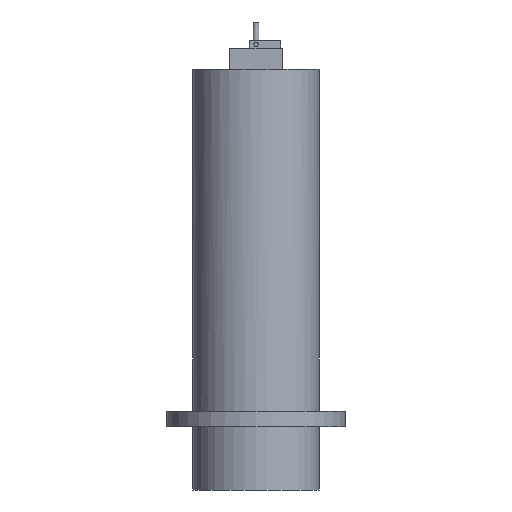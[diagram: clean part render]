
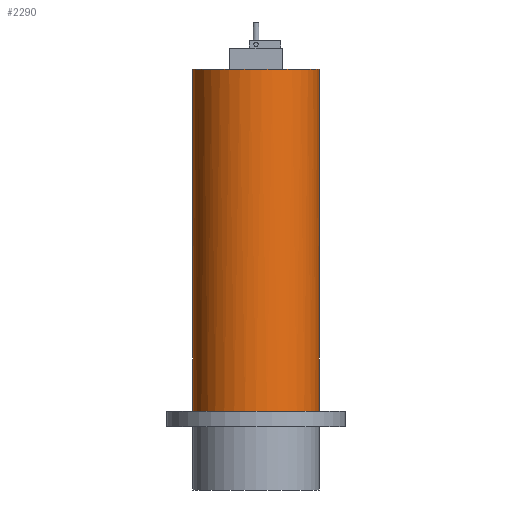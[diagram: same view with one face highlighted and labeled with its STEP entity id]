
A CAD part, left-side view. The second image highlights one B-rep face of the part: STEP entity #2290.
In plain terms, the highlighted cylindrical face has radius 12 mm (diameter 24 mm), a full revolution.
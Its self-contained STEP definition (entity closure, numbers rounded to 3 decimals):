
#1996 = PLANE('',#1997);
#1997 = AXIS2_PLACEMENT_3D('',#1998,#1999,#2000);
#1998 = CARTESIAN_POINT('',(73.66,148.,60.));
#1999 = DIRECTION('',(0.,0.,1.));
#2000 = DIRECTION('',(1.,0.,0.));
#2034 = VERTEX_POINT('',#2035);
#2035 = CARTESIAN_POINT('',(84.569,153.,60.));
#2095 = PLANE('',#2096);
#2096 = AXIS2_PLACEMENT_3D('',#2097,#2098,#2099);
#2097 = CARTESIAN_POINT('',(73.66,143.,60.));
#2098 = DIRECTION('',(0.,0.,1.));
#2099 = DIRECTION('',(1.,0.,0.));
#2160 = VERTEX_POINT('',#2161);
#2161 = CARTESIAN_POINT('',(84.569,143.,60.));
#2210 = EDGE_CURVE('',#2034,#2160,#2211,.T.);
#2211 = SURFACE_CURVE('',#2212,(#2217,#2224),.PCURVE_S1.);
#2212 = CIRCLE('',#2213,12.);
#2213 = AXIS2_PLACEMENT_3D('',#2214,#2215,#2216);
#2214 = CARTESIAN_POINT('',(73.66,148.,60.));
#2215 = DIRECTION('',(0.,0.,1.));
#2216 = DIRECTION('',(1.,0.,0.));
#2217 = PCURVE('',#1996,#2218);
#2218 = DEFINITIONAL_REPRESENTATION('',(#2219),#2223);
#2219 = CIRCLE('',#2220,12.);
#2220 = AXIS2_PLACEMENT_2D('',#2221,#2222);
#2221 = CARTESIAN_POINT('',(0.,0.));
#2222 = DIRECTION('',(1.,0.));
#2223 = ( GEOMETRIC_REPRESENTATION_CONTEXT(2) 
PARAMETRIC_REPRESENTATION_CONTEXT() REPRESENTATION_CONTEXT('2D SPACE',''
  ) );
#2224 = PCURVE('',#2225,#2230);
#2225 = CYLINDRICAL_SURFACE('',#2226,12.);
#2226 = AXIS2_PLACEMENT_3D('',#2227,#2228,#2229);
#2227 = CARTESIAN_POINT('',(73.66,148.,-20.));
#2228 = DIRECTION('',(0.,0.,1.));
#2229 = DIRECTION('',(1.,0.,0.));
#2230 = DEFINITIONAL_REPRESENTATION('',(#2231),#2235);
#2231 = LINE('',#2232,#2233);
#2232 = CARTESIAN_POINT('',(0.,80.));
#2233 = VECTOR('',#2234,1.);
#2234 = DIRECTION('',(1.,0.));
#2235 = ( GEOMETRIC_REPRESENTATION_CONTEXT(2) 
PARAMETRIC_REPRESENTATION_CONTEXT() REPRESENTATION_CONTEXT('2D SPACE',''
  ) );
#2243 = EDGE_CURVE('',#2244,#2034,#2246,.T.);
#2244 = VERTEX_POINT('',#2245);
#2245 = CARTESIAN_POINT('',(85.66,148.,60.));
#2246 = SURFACE_CURVE('',#2247,(#2252,#2259),.PCURVE_S1.);
#2247 = CIRCLE('',#2248,12.);
#2248 = AXIS2_PLACEMENT_3D('',#2249,#2250,#2251);
#2249 = CARTESIAN_POINT('',(73.66,148.,60.));
#2250 = DIRECTION('',(0.,0.,1.));
#2251 = DIRECTION('',(1.,0.,0.));
#2252 = PCURVE('',#2095,#2253);
#2253 = DEFINITIONAL_REPRESENTATION('',(#2254),#2258);
#2254 = CIRCLE('',#2255,12.);
#2255 = AXIS2_PLACEMENT_2D('',#2256,#2257);
#2256 = CARTESIAN_POINT('',(0.,5.));
#2257 = DIRECTION('',(1.,0.));
#2258 = ( GEOMETRIC_REPRESENTATION_CONTEXT(2) 
PARAMETRIC_REPRESENTATION_CONTEXT() REPRESENTATION_CONTEXT('2D SPACE',''
  ) );
#2259 = PCURVE('',#2225,#2260);
#2260 = DEFINITIONAL_REPRESENTATION('',(#2261),#2265);
#2261 = LINE('',#2262,#2263);
#2262 = CARTESIAN_POINT('',(0.,80.));
#2263 = VECTOR('',#2264,1.);
#2264 = DIRECTION('',(1.,0.));
#2265 = ( GEOMETRIC_REPRESENTATION_CONTEXT(2) 
PARAMETRIC_REPRESENTATION_CONTEXT() REPRESENTATION_CONTEXT('2D SPACE',''
  ) );
#2267 = EDGE_CURVE('',#2160,#2244,#2268,.T.);
#2268 = SURFACE_CURVE('',#2269,(#2274,#2281),.PCURVE_S1.);
#2269 = CIRCLE('',#2270,12.);
#2270 = AXIS2_PLACEMENT_3D('',#2271,#2272,#2273);
#2271 = CARTESIAN_POINT('',(73.66,148.,60.));
#2272 = DIRECTION('',(0.,0.,1.));
#2273 = DIRECTION('',(1.,0.,0.));
#2274 = PCURVE('',#2095,#2275);
#2275 = DEFINITIONAL_REPRESENTATION('',(#2276),#2280);
#2276 = CIRCLE('',#2277,12.);
#2277 = AXIS2_PLACEMENT_2D('',#2278,#2279);
#2278 = CARTESIAN_POINT('',(0.,5.));
#2279 = DIRECTION('',(1.,0.));
#2280 = ( GEOMETRIC_REPRESENTATION_CONTEXT(2) 
PARAMETRIC_REPRESENTATION_CONTEXT() REPRESENTATION_CONTEXT('2D SPACE',''
  ) );
#2281 = PCURVE('',#2225,#2282);
#2282 = DEFINITIONAL_REPRESENTATION('',(#2283),#2287);
#2283 = LINE('',#2284,#2285);
#2284 = CARTESIAN_POINT('',(0.,80.));
#2285 = VECTOR('',#2286,1.);
#2286 = DIRECTION('',(1.,0.));
#2287 = ( GEOMETRIC_REPRESENTATION_CONTEXT(2) 
PARAMETRIC_REPRESENTATION_CONTEXT() REPRESENTATION_CONTEXT('2D SPACE',''
  ) );
#2290 = ADVANCED_FACE('',(#2291),#2225,.T.);
#2291 = FACE_BOUND('',#2292,.T.);
#2292 = EDGE_LOOP('',(#2293,#2322,#2343,#2344,#2345,#2346));
#2293 = ORIENTED_EDGE('',*,*,#2294,.T.);
#2294 = EDGE_CURVE('',#2295,#2295,#2297,.T.);
#2295 = VERTEX_POINT('',#2296);
#2296 = CARTESIAN_POINT('',(85.66,148.,-5.));
#2297 = SURFACE_CURVE('',#2298,(#2303,#2310),.PCURVE_S1.);
#2298 = CIRCLE('',#2299,12.);
#2299 = AXIS2_PLACEMENT_3D('',#2300,#2301,#2302);
#2300 = CARTESIAN_POINT('',(73.66,148.,-5.));
#2301 = DIRECTION('',(0.,0.,1.));
#2302 = DIRECTION('',(1.,0.,0.));
#2303 = PCURVE('',#2225,#2304);
#2304 = DEFINITIONAL_REPRESENTATION('',(#2305),#2309);
#2305 = LINE('',#2306,#2307);
#2306 = CARTESIAN_POINT('',(0.,15.));
#2307 = VECTOR('',#2308,1.);
#2308 = DIRECTION('',(1.,0.));
#2309 = ( GEOMETRIC_REPRESENTATION_CONTEXT(2) 
PARAMETRIC_REPRESENTATION_CONTEXT() REPRESENTATION_CONTEXT('2D SPACE',''
  ) );
#2310 = PCURVE('',#2311,#2316);
#2311 = PLANE('',#2312);
#2312 = AXIS2_PLACEMENT_3D('',#2313,#2314,#2315);
#2313 = CARTESIAN_POINT('',(73.66,148.,-5.));
#2314 = DIRECTION('',(0.,0.,1.));
#2315 = DIRECTION('',(1.,0.,0.));
#2316 = DEFINITIONAL_REPRESENTATION('',(#2317),#2321);
#2317 = CIRCLE('',#2318,12.);
#2318 = AXIS2_PLACEMENT_2D('',#2319,#2320);
#2319 = CARTESIAN_POINT('',(0.,0.));
#2320 = DIRECTION('',(1.,0.));
#2321 = ( GEOMETRIC_REPRESENTATION_CONTEXT(2) 
PARAMETRIC_REPRESENTATION_CONTEXT() REPRESENTATION_CONTEXT('2D SPACE',''
  ) );
#2322 = ORIENTED_EDGE('',*,*,#2323,.T.);
#2323 = EDGE_CURVE('',#2295,#2244,#2324,.T.);
#2324 = SEAM_CURVE('',#2325,(#2329,#2336),.PCURVE_S1.);
#2325 = LINE('',#2326,#2327);
#2326 = CARTESIAN_POINT('',(85.66,148.,-20.));
#2327 = VECTOR('',#2328,1.);
#2328 = DIRECTION('',(0.,0.,1.));
#2329 = PCURVE('',#2225,#2330);
#2330 = DEFINITIONAL_REPRESENTATION('',(#2331),#2335);
#2331 = LINE('',#2332,#2333);
#2332 = CARTESIAN_POINT('',(0.,-0.));
#2333 = VECTOR('',#2334,1.);
#2334 = DIRECTION('',(0.,1.));
#2335 = ( GEOMETRIC_REPRESENTATION_CONTEXT(2) 
PARAMETRIC_REPRESENTATION_CONTEXT() REPRESENTATION_CONTEXT('2D SPACE',''
  ) );
#2336 = PCURVE('',#2225,#2337);
#2337 = DEFINITIONAL_REPRESENTATION('',(#2338),#2342);
#2338 = LINE('',#2339,#2340);
#2339 = CARTESIAN_POINT('',(6.283,-0.));
#2340 = VECTOR('',#2341,1.);
#2341 = DIRECTION('',(0.,1.));
#2342 = ( GEOMETRIC_REPRESENTATION_CONTEXT(2) 
PARAMETRIC_REPRESENTATION_CONTEXT() REPRESENTATION_CONTEXT('2D SPACE',''
  ) );
#2343 = ORIENTED_EDGE('',*,*,#2267,.F.);
#2344 = ORIENTED_EDGE('',*,*,#2210,.F.);
#2345 = ORIENTED_EDGE('',*,*,#2243,.F.);
#2346 = ORIENTED_EDGE('',*,*,#2323,.F.);
